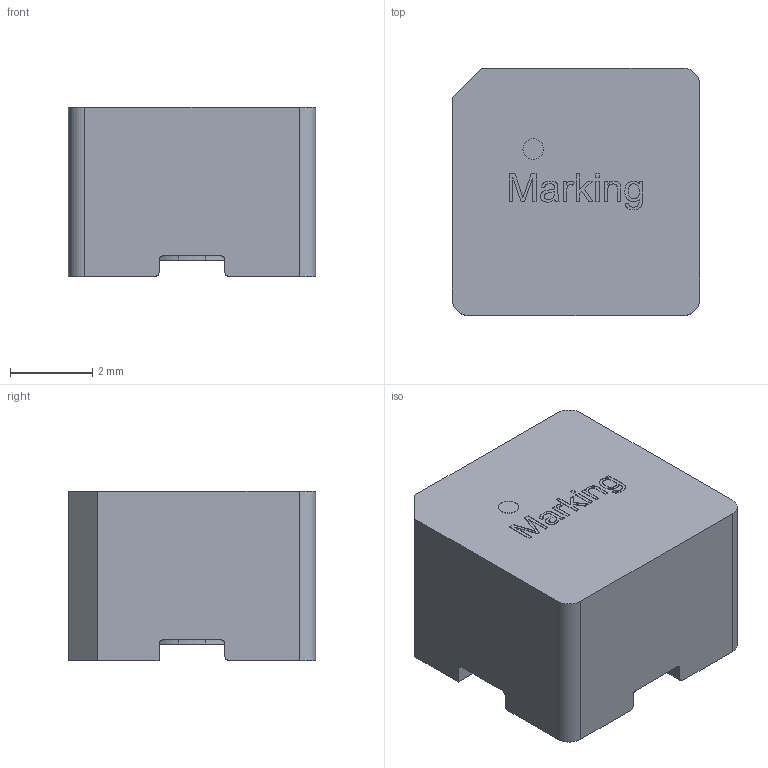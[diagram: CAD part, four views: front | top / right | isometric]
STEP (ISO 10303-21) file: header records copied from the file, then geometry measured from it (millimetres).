
FILE_DESCRIPTION(/* description */ ('Unknown'),/* implementation_level */ '2;1');
FILE_NAME(/* name */ 'L_Wurth_WE-DPC-5838',/* time_stamp */ '2025-04-17T11:17:52+08:00',/* author */ ('Unknown'),/* organization */ ('Unknown'),/* preprocessor_version */ 'ST-DEVELOPER v19.4',/* originating_system */ 'Solid Edge',/* authorisation */ 'Unknown');
FILE_SCHEMA (('AUTOMOTIVE_DESIGN {1 0 10303 214 3 1 1}'));
Length unit declared in the file: millimetre
Products named in the file (2): L_Wurth_WE-DPC-5838
Assembly tree (1 placements, depth 2):
  L_Wurth_WE-DPC-5838
    L_Wurth_WE-DPC-5838
Bounding box: 6 x 6 x 4.1 mm (x, y, z)
Volume: 82.7 mm3; surface area: 269.3 mm2
Topology: 1 solids, 1 shells, 175 faces, 489 edges, 325 vertices
Faces by surface type: plane 114, cylinder 43, bspline 13, cone 4, sphere 1
Full cylindrical faces by diameter (mm): 0.5 x1, 1.5 x1
Entity records: 7453 total; most frequent: CARTESIAN_POINT 1945, ORIENTED_EDGE 966, DIRECTION 751, EDGE_CURVE 483, VERTEX_POINT 324, AXIS2_PLACEMENT_3D 256, LINE 239, VECTOR 239
